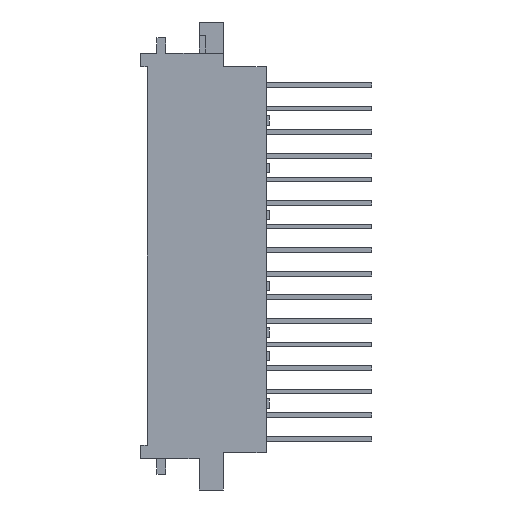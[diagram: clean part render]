
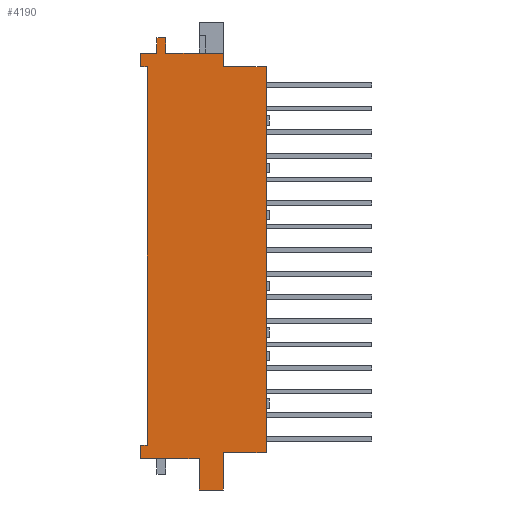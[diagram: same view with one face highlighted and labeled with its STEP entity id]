
A CAD part, left-side view. The second image highlights one B-rep face of the part: STEP entity #4190.
In plain terms, the highlighted planar face has unit normal (-1, 0, 0).
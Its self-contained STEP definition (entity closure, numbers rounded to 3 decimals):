
#4190=ADVANCED_FACE('',(#5401),#4800,.T.);
#4800=PLANE('',#15271);
#5401=FACE_OUTER_BOUND('',#6076,.T.);
#6076=EDGE_LOOP('',(#8888,#8889,#8890,#8891,#8892,#8893,#8894,#8895,#8896,
#8897,#8898,#8899,#8900,#8901,#8902,#8903,#8904,#8905));
#8888=ORIENTED_EDGE('',*,*,#11657,.T.);
#8889=ORIENTED_EDGE('',*,*,#11570,.T.);
#8890=ORIENTED_EDGE('',*,*,#11572,.T.);
#8891=ORIENTED_EDGE('',*,*,#11574,.T.);
#8892=ORIENTED_EDGE('',*,*,#11576,.T.);
#8893=ORIENTED_EDGE('',*,*,#11578,.F.);
#8894=ORIENTED_EDGE('',*,*,#11580,.T.);
#8895=ORIENTED_EDGE('',*,*,#11582,.T.);
#8896=ORIENTED_EDGE('',*,*,#11584,.T.);
#8897=ORIENTED_EDGE('',*,*,#11586,.F.);
#8898=ORIENTED_EDGE('',*,*,#11634,.T.);
#8899=ORIENTED_EDGE('',*,*,#11631,.T.);
#8900=ORIENTED_EDGE('',*,*,#11616,.T.);
#8901=ORIENTED_EDGE('',*,*,#11611,.T.);
#8902=ORIENTED_EDGE('',*,*,#11658,.T.);
#8903=ORIENTED_EDGE('',*,*,#11659,.T.);
#8904=ORIENTED_EDGE('',*,*,#11646,.T.);
#8905=ORIENTED_EDGE('',*,*,#11648,.T.);
#10100=VERTEX_POINT('',#20961);
#10101=VERTEX_POINT('',#20963);
#10102=VERTEX_POINT('',#20967);
#10103=VERTEX_POINT('',#20971);
#10104=VERTEX_POINT('',#20975);
#10105=VERTEX_POINT('',#20979);
#10106=VERTEX_POINT('',#20983);
#10107=VERTEX_POINT('',#20987);
#10108=VERTEX_POINT('',#20991);
#10109=VERTEX_POINT('',#20995);
#10128=VERTEX_POINT('',#21049);
#10129=VERTEX_POINT('',#21051);
#10133=VERTEX_POINT('',#21061);
#10143=VERTEX_POINT('',#21091);
#10149=VERTEX_POINT('',#21118);
#10150=VERTEX_POINT('',#21120);
#10151=VERTEX_POINT('',#21124);
#10155=VERTEX_POINT('',#21144);
#11570=EDGE_CURVE('',#10100,#10101,#13069,.T.);
#11572=EDGE_CURVE('',#10101,#10102,#13071,.T.);
#11574=EDGE_CURVE('',#10102,#10103,#13073,.T.);
#11576=EDGE_CURVE('',#10103,#10104,#13075,.T.);
#11578=EDGE_CURVE('',#10105,#10104,#13077,.T.);
#11580=EDGE_CURVE('',#10105,#10106,#13079,.T.);
#11582=EDGE_CURVE('',#10106,#10107,#13081,.T.);
#11584=EDGE_CURVE('',#10107,#10108,#13083,.T.);
#11586=EDGE_CURVE('',#10109,#10108,#13085,.T.);
#11611=EDGE_CURVE('',#10129,#10128,#13106,.T.);
#11616=EDGE_CURVE('',#10133,#10129,#13111,.T.);
#11631=EDGE_CURVE('',#10143,#10133,#13126,.T.);
#11634=EDGE_CURVE('',#10109,#10143,#13129,.T.);
#11646=EDGE_CURVE('',#10150,#10149,#13141,.T.);
#11648=EDGE_CURVE('',#10149,#10151,#13143,.T.);
#11657=EDGE_CURVE('',#10151,#10100,#13152,.T.);
#11658=EDGE_CURVE('',#10128,#10155,#13153,.T.);
#11659=EDGE_CURVE('',#10155,#10150,#13154,.T.);
#13069=LINE('',#20964,#14564);
#13071=LINE('',#20968,#14566);
#13073=LINE('',#20972,#14568);
#13075=LINE('',#20976,#14570);
#13077=LINE('',#20980,#14572);
#13079=LINE('',#20984,#14574);
#13081=LINE('',#20988,#14576);
#13083=LINE('',#20992,#14578);
#13085=LINE('',#20996,#14580);
#13106=LINE('',#21050,#14601);
#13111=LINE('',#21060,#14606);
#13126=LINE('',#21090,#14621);
#13129=LINE('',#21096,#14624);
#13141=LINE('',#21119,#14636);
#13143=LINE('',#21123,#14638);
#13152=LINE('',#21141,#14647);
#13153=LINE('',#21143,#14648);
#13154=LINE('',#21145,#14649);
#14564=VECTOR('',#17836,1.);
#14566=VECTOR('',#17840,1.);
#14568=VECTOR('',#17844,1.);
#14570=VECTOR('',#17848,1.);
#14572=VECTOR('',#17852,1.);
#14574=VECTOR('',#17856,1.);
#14576=VECTOR('',#17860,1.);
#14578=VECTOR('',#17864,1.);
#14580=VECTOR('',#17868,1.);
#14601=VECTOR('',#17917,1.);
#14606=VECTOR('',#17924,1.);
#14621=VECTOR('',#17949,1.);
#14624=VECTOR('',#17954,1.);
#14636=VECTOR('',#17978,1.);
#14638=VECTOR('',#17982,1.);
#14647=VECTOR('',#18001,1.);
#14648=VECTOR('',#18004,1.);
#14649=VECTOR('',#18005,1.);
#15271=AXIS2_PLACEMENT_3D('',#21146,#18006,#18007);
#17836=DIRECTION('',(0.,0.,1.));
#17840=DIRECTION('',(0.,1.,0.));
#17844=DIRECTION('',(0.,0.,-1.));
#17848=DIRECTION('',(0.,1.,0.));
#17852=DIRECTION('',(0.,0.,1.));
#17856=DIRECTION('',(0.,-1.,0.));
#17860=DIRECTION('',(0.,0.,-1.));
#17864=DIRECTION('',(0.,1.,0.));
#17868=DIRECTION('',(0.,0.,1.));
#17917=DIRECTION('',(0.,0.,1.));
#17924=DIRECTION('',(0.,-1.,0.));
#17949=DIRECTION('',(0.,0.,-1.));
#17954=DIRECTION('',(0.,-1.,0.));
#17978=DIRECTION('',(0.,1.,0.));
#17982=DIRECTION('',(0.,0.,1.));
#18001=DIRECTION('',(0.,1.,0.));
#18004=DIRECTION('',(0.,-1.,0.));
#18005=DIRECTION('',(0.,0.,1.));
#18006=DIRECTION('',(-1.,0.,0.));
#18007=DIRECTION('',(0.,-1.,0.));
#20961=CARTESIAN_POINT('',(-7.375,2.9,43.7));
#20963=CARTESIAN_POINT('',(-7.375,2.9,47.));
#20964=CARTESIAN_POINT('',(-7.375,2.9,43.7));
#20967=CARTESIAN_POINT('',(-7.375,4.8,47.));
#20968=CARTESIAN_POINT('',(-7.375,2.9,47.));
#20971=CARTESIAN_POINT('',(-7.375,4.8,43.7));
#20972=CARTESIAN_POINT('',(-7.375,4.8,47.));
#20975=CARTESIAN_POINT('',(-7.375,8.35,43.7));
#20976=CARTESIAN_POINT('',(-7.375,4.8,43.7));
#20979=CARTESIAN_POINT('',(-7.375,8.35,40.8));
#20980=CARTESIAN_POINT('',(-7.375,8.35,40.8));
#20983=CARTESIAN_POINT('',(-7.375,6.85,40.8));
#20984=CARTESIAN_POINT('',(-7.375,8.35,40.8));
#20987=CARTESIAN_POINT('',(-7.375,6.85,-40.8));
#20988=CARTESIAN_POINT('',(-7.375,6.85,40.8));
#20991=CARTESIAN_POINT('',(-7.375,8.35,-40.8));
#20992=CARTESIAN_POINT('',(-7.375,6.85,-40.8));
#20995=CARTESIAN_POINT('',(-7.375,8.35,-43.7));
#20996=CARTESIAN_POINT('',(-7.375,8.35,-43.7));
#21049=CARTESIAN_POINT('',(-7.375,-9.53,-42.352));
#21050=CARTESIAN_POINT('',(-7.375,-9.53,-50.425));
#21051=CARTESIAN_POINT('',(-7.375,-9.53,-50.425));
#21060=CARTESIAN_POINT('',(-7.375,-4.28,-50.425));
#21061=CARTESIAN_POINT('',(-7.375,-4.28,-50.425));
#21090=CARTESIAN_POINT('',(-7.375,-4.28,-43.7));
#21091=CARTESIAN_POINT('',(-7.375,-4.28,-43.7));
#21096=CARTESIAN_POINT('',(-7.375,8.35,-43.7));
#21118=CARTESIAN_POINT('',(-7.375,-9.53,40.8));
#21119=CARTESIAN_POINT('',(-7.375,-18.73,40.8));
#21120=CARTESIAN_POINT('',(-7.375,-18.73,40.8));
#21123=CARTESIAN_POINT('',(-7.375,-9.53,40.8));
#21124=CARTESIAN_POINT('',(-7.375,-9.53,43.7));
#21141=CARTESIAN_POINT('',(-7.375,-9.53,43.7));
#21143=CARTESIAN_POINT('',(-7.375,-9.53,-42.352));
#21144=CARTESIAN_POINT('',(-7.375,-18.73,-42.352));
#21145=CARTESIAN_POINT('',(-7.375,-18.73,-42.352));
#21146=CARTESIAN_POINT('',(-7.375,8.35,-50.425));
